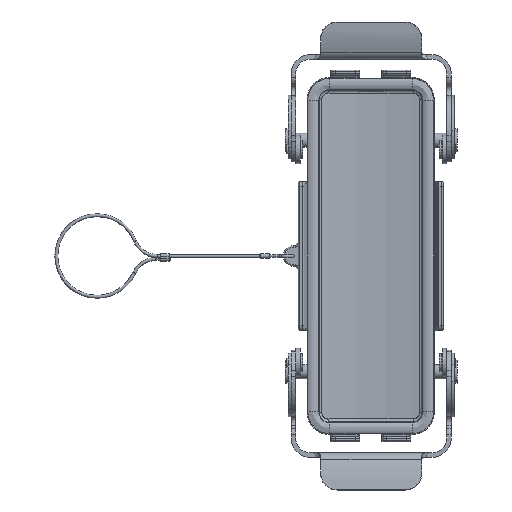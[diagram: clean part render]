
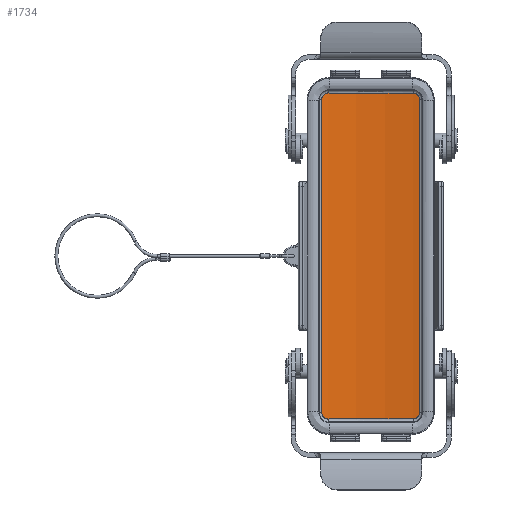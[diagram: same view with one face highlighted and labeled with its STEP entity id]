
A CAD part, front view. The second image highlights one B-rep face of the part: STEP entity #1734.
In plain terms, the highlighted cylindrical face has radius 98.25 mm (diameter 196.5 mm), a partial arc.
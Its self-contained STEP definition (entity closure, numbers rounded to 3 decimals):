
#834=B_SPLINE_CURVE_WITH_KNOTS('',3,(#24312,#24313,#24314,#24315,#24316,
#24317,#24318,#24319,#24320,#24321,#24322,#24323,#24324,#24325,#24326,#24327),
 .UNSPECIFIED.,.F.,.F.,(4,3,3,3,3,4),(0.,0.211,0.423,
0.64,0.848,1.),.UNSPECIFIED.);
#835=B_SPLINE_CURVE_WITH_KNOTS('',3,(#24331,#24332,#24333,#24334,#24335,
#24336,#24337,#24338,#24339,#24340,#24341,#24342,#24343,#24344,#24345,#24346),
 .UNSPECIFIED.,.F.,.F.,(4,3,3,3,3,4),(0.,0.22,0.44,
0.661,0.868,1.),.UNSPECIFIED.);
#836=B_SPLINE_CURVE_WITH_KNOTS('',3,(#24350,#24351,#24352,#24353,#24354,
#24355,#24356,#24357,#24358,#24359,#24360,#24361,#24362,#24363,#24364,#24365),
 .UNSPECIFIED.,.F.,.F.,(4,3,3,3,3,4),(0.,0.211,0.423,
0.64,0.85,1.),.UNSPECIFIED.);
#837=B_SPLINE_CURVE_WITH_KNOTS('',3,(#24369,#24370,#24371,#24372,#24373,
#24374,#24375,#24376,#24377,#24378,#24379,#24380,#24381,#24382,#24383,#24384),
 .UNSPECIFIED.,.F.,.F.,(4,3,3,3,3,4),(0.,0.22,0.44,
0.661,0.869,1.),.UNSPECIFIED.);
#1057=CYLINDRICAL_SURFACE('',#15718,98.25);
#1480=ELLIPSE('',#15716,98.265,98.25);
#1481=ELLIPSE('',#15717,98.265,98.25);
#1734=ADVANCED_FACE('',(#2872),#1057,.F.);
#2872=FACE_OUTER_BOUND('',#3660,.T.);
#3660=EDGE_LOOP('',(#6552,#6553,#6554,#6555,#6556,#6557,#6558,#6559));
#6552=ORIENTED_EDGE('',*,*,#11823,.T.);
#6553=ORIENTED_EDGE('',*,*,#11824,.T.);
#6554=ORIENTED_EDGE('',*,*,#11825,.T.);
#6555=ORIENTED_EDGE('',*,*,#11826,.T.);
#6556=ORIENTED_EDGE('',*,*,#11827,.T.);
#6557=ORIENTED_EDGE('',*,*,#11828,.T.);
#6558=ORIENTED_EDGE('',*,*,#11829,.T.);
#6559=ORIENTED_EDGE('',*,*,#11830,.T.);
#10198=VERTEX_POINT('',#24310);
#10199=VERTEX_POINT('',#24311);
#10200=VERTEX_POINT('',#24328);
#10201=VERTEX_POINT('',#24330);
#10202=VERTEX_POINT('',#24347);
#10203=VERTEX_POINT('',#24349);
#10204=VERTEX_POINT('',#24366);
#10205=VERTEX_POINT('',#24368);
#11823=EDGE_CURVE('',#10198,#10199,#13617,.T.);
#11824=EDGE_CURVE('',#10199,#10200,#834,.T.);
#11825=EDGE_CURVE('',#10200,#10201,#1480,.T.);
#11826=EDGE_CURVE('',#10201,#10202,#835,.T.);
#11827=EDGE_CURVE('',#10202,#10203,#13618,.T.);
#11828=EDGE_CURVE('',#10203,#10204,#836,.T.);
#11829=EDGE_CURVE('',#10204,#10205,#1481,.T.);
#11830=EDGE_CURVE('',#10205,#10198,#837,.T.);
#13617=LINE('',#24309,#14593);
#13618=LINE('',#24348,#14594);
#14593=VECTOR('',#18459,1.);
#14594=VECTOR('',#18462,1.);
#15716=AXIS2_PLACEMENT_3D('',#24329,#18460,#18461);
#15717=AXIS2_PLACEMENT_3D('',#24367,#18463,#18464);
#15718=AXIS2_PLACEMENT_3D('',#24385,#18465,#18466);
#18459=DIRECTION('',(0.,0.,1.));
#18460=DIRECTION('',(0.,0.017,1.));
#18461=DIRECTION('',(0.,-1.,0.017));
#18462=DIRECTION('',(0.,0.,-1.));
#18463=DIRECTION('',(0.,0.017,-1.));
#18464=DIRECTION('',(0.,1.,0.017));
#18465=DIRECTION('',(0.,0.,1.));
#18466=DIRECTION('',(1.,0.,0.));
#24309=CARTESIAN_POINT('',(16.49,13.356,-46.));
#24310=CARTESIAN_POINT('',(16.49,13.356,-53.35));
#24311=CARTESIAN_POINT('',(16.49,13.356,52.35));
#24312=CARTESIAN_POINT('',(16.49,13.356,52.35));
#24313=CARTESIAN_POINT('',(16.49,13.356,52.581));
#24314=CARTESIAN_POINT('',(16.448,13.363,52.814));
#24315=CARTESIAN_POINT('',(16.371,13.376,53.03));
#24316=CARTESIAN_POINT('',(16.295,13.389,53.247));
#24317=CARTESIAN_POINT('',(16.181,13.409,53.454));
#24318=CARTESIAN_POINT('',(16.039,13.432,53.633));
#24319=CARTESIAN_POINT('',(15.892,13.456,53.817));
#24320=CARTESIAN_POINT('',(15.711,13.486,53.976));
#24321=CARTESIAN_POINT('',(15.511,13.518,54.099));
#24322=CARTESIAN_POINT('',(15.319,13.549,54.216));
#24323=CARTESIAN_POINT('',(15.105,13.582,54.305));
#24324=CARTESIAN_POINT('',(14.887,13.616,54.358));
#24325=CARTESIAN_POINT('',(14.727,13.64,54.396));
#24326=CARTESIAN_POINT('',(14.561,13.665,54.417));
#24327=CARTESIAN_POINT('',(14.397,13.689,54.416));
#24328=CARTESIAN_POINT('',(14.397,13.689,54.416));
#24329=CARTESIAN_POINT('',(0.,-83.5,56.096));
#24330=CARTESIAN_POINT('',(-14.397,13.689,54.416));
#24331=CARTESIAN_POINT('',(-14.397,13.689,54.416));
#24332=CARTESIAN_POINT('',(-14.634,13.654,54.417));
#24333=CARTESIAN_POINT('',(-14.875,13.618,54.375));
#24334=CARTESIAN_POINT('',(-15.099,13.583,54.296));
#24335=CARTESIAN_POINT('',(-15.322,13.548,54.217));
#24336=CARTESIAN_POINT('',(-15.535,13.514,54.1));
#24337=CARTESIAN_POINT('',(-15.721,13.484,53.952));
#24338=CARTESIAN_POINT('',(-15.907,13.454,53.803));
#24339=CARTESIAN_POINT('',(-16.069,13.427,53.616));
#24340=CARTESIAN_POINT('',(-16.191,13.407,53.411));
#24341=CARTESIAN_POINT('',(-16.307,13.387,53.218));
#24342=CARTESIAN_POINT('',(-16.392,13.373,53.003));
#24343=CARTESIAN_POINT('',(-16.442,13.365,52.783));
#24344=CARTESIAN_POINT('',(-16.473,13.359,52.641));
#24345=CARTESIAN_POINT('',(-16.49,13.356,52.496));
#24346=CARTESIAN_POINT('',(-16.49,13.356,52.35));
#24347=CARTESIAN_POINT('',(-16.49,13.356,52.35));
#24348=CARTESIAN_POINT('',(-16.49,13.356,-46.));
#24349=CARTESIAN_POINT('',(-16.49,13.356,-53.35));
#24350=CARTESIAN_POINT('',(-16.49,13.356,-53.35));
#24351=CARTESIAN_POINT('',(-16.49,13.356,-53.581));
#24352=CARTESIAN_POINT('',(-16.448,13.363,-53.814));
#24353=CARTESIAN_POINT('',(-16.371,13.376,-54.03));
#24354=CARTESIAN_POINT('',(-16.295,13.389,-54.247));
#24355=CARTESIAN_POINT('',(-16.181,13.409,-54.454));
#24356=CARTESIAN_POINT('',(-16.038,13.432,-54.634));
#24357=CARTESIAN_POINT('',(-15.892,13.456,-54.817));
#24358=CARTESIAN_POINT('',(-15.711,13.486,-54.977));
#24359=CARTESIAN_POINT('',(-15.512,13.518,-55.099));
#24360=CARTESIAN_POINT('',(-15.318,13.549,-55.218));
#24361=CARTESIAN_POINT('',(-15.104,13.582,-55.307));
#24362=CARTESIAN_POINT('',(-14.883,13.616,-55.359));
#24363=CARTESIAN_POINT('',(-14.724,13.641,-55.397));
#24364=CARTESIAN_POINT('',(-14.56,13.665,-55.417));
#24365=CARTESIAN_POINT('',(-14.397,13.689,-55.416));
#24366=CARTESIAN_POINT('',(-14.397,13.689,-55.416));
#24367=CARTESIAN_POINT('',(0.,-83.5,-57.096));
#24368=CARTESIAN_POINT('',(14.397,13.689,-55.416));
#24369=CARTESIAN_POINT('',(14.397,13.689,-55.416));
#24370=CARTESIAN_POINT('',(14.634,13.654,-55.417));
#24371=CARTESIAN_POINT('',(14.875,13.618,-55.375));
#24372=CARTESIAN_POINT('',(15.099,13.583,-55.296));
#24373=CARTESIAN_POINT('',(15.322,13.548,-55.217));
#24374=CARTESIAN_POINT('',(15.536,13.514,-55.1));
#24375=CARTESIAN_POINT('',(15.721,13.484,-54.952));
#24376=CARTESIAN_POINT('',(15.907,13.454,-54.803));
#24377=CARTESIAN_POINT('',(16.069,13.427,-54.617));
#24378=CARTESIAN_POINT('',(16.192,13.407,-54.412));
#24379=CARTESIAN_POINT('',(16.308,13.387,-54.218));
#24380=CARTESIAN_POINT('',(16.395,13.373,-54.001));
#24381=CARTESIAN_POINT('',(16.443,13.364,-53.78));
#24382=CARTESIAN_POINT('',(16.474,13.359,-53.639));
#24383=CARTESIAN_POINT('',(16.49,13.356,-53.494));
#24384=CARTESIAN_POINT('',(16.49,13.356,-53.35));
#24385=CARTESIAN_POINT('',(0.,-83.5,-46.));
